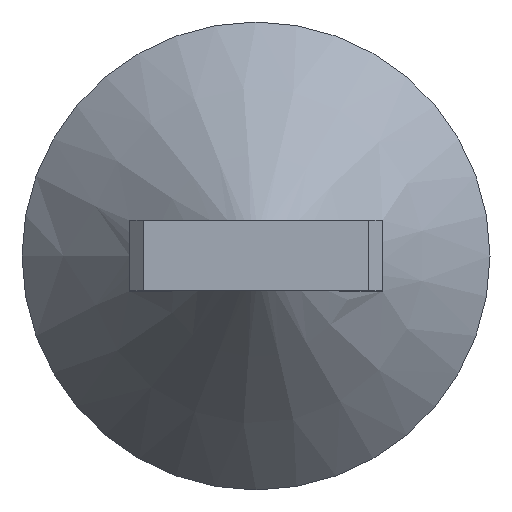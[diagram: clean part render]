
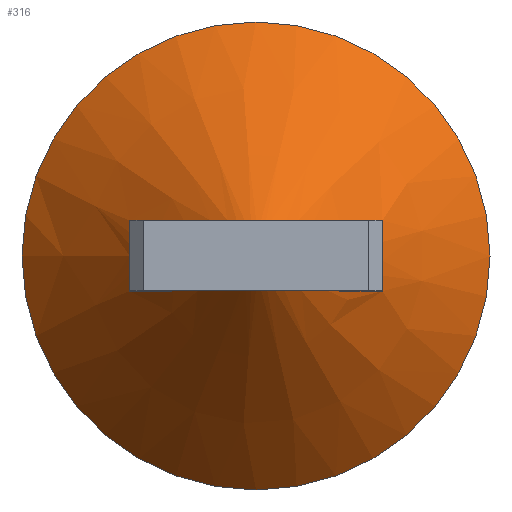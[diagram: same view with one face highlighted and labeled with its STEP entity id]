
A CAD part, top view. The second image highlights one B-rep face of the part: STEP entity #316.
In plain terms, the highlighted conical face has half-angle 42.316 degrees and reference radius 18.25 mm.
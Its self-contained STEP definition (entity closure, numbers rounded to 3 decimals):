
#17=(
BOUNDED_CURVE()
B_SPLINE_CURVE(2,(#481,#482,#483),.UNSPECIFIED.,.F.,.F.)
B_SPLINE_CURVE_WITH_KNOTS((3,3),(0.529,8.578),
 .UNSPECIFIED.)
CURVE()
GEOMETRIC_REPRESENTATION_ITEM()
RATIONAL_B_SPLINE_CURVE((1.616,6.017,1.616))
REPRESENTATION_ITEM('')
);
#18=(
BOUNDED_CURVE()
B_SPLINE_CURVE(2,(#514,#515,#516),.UNSPECIFIED.,.F.,.F.)
B_SPLINE_CURVE_WITH_KNOTS((3,3),(3.286,4.11),
 .UNSPECIFIED.)
CURVE()
GEOMETRIC_REPRESENTATION_ITEM()
RATIONAL_B_SPLINE_CURVE((1.425,1.425,1.398))
REPRESENTATION_ITEM('')
);
#19=(
BOUNDED_CURVE()
B_SPLINE_CURVE(2,(#518,#519,#520),.UNSPECIFIED.,.F.,.F.)
B_SPLINE_CURVE_WITH_KNOTS((3,3),(2.463,3.286),
 .UNSPECIFIED.)
CURVE()
GEOMETRIC_REPRESENTATION_ITEM()
RATIONAL_B_SPLINE_CURVE((1.398,1.425,1.425))
REPRESENTATION_ITEM('')
);
#20=(
BOUNDED_CURVE()
B_SPLINE_CURVE(2,(#524,#525,#526),.UNSPECIFIED.,.F.,.F.)
B_SPLINE_CURVE_WITH_KNOTS((3,3),(0.529,8.578),
 .UNSPECIFIED.)
CURVE()
GEOMETRIC_REPRESENTATION_ITEM()
RATIONAL_B_SPLINE_CURVE((1.616,6.017,1.616))
REPRESENTATION_ITEM('')
);
#21=(
BOUNDED_CURVE()
B_SPLINE_CURVE(2,(#529,#530,#531),.UNSPECIFIED.,.F.,.F.)
B_SPLINE_CURVE_WITH_KNOTS((3,3),(2.463,4.11),
 .UNSPECIFIED.)
CURVE()
GEOMETRIC_REPRESENTATION_ITEM()
RATIONAL_B_SPLINE_CURVE((1.398,1.452,1.398))
REPRESENTATION_ITEM('')
);
#55=FACE_OUTER_BOUND('',#75,.T.);
#75=EDGE_LOOP('',(#289,#290,#291,#292,#293,#294,#295,#296));
#105=LINE('',#536,#135);
#135=VECTOR('',#437,18.25);
#142=CIRCLE('',#354,33.5);
#159=VERTEX_POINT('',#478);
#160=VERTEX_POINT('',#480);
#167=VERTEX_POINT('',#513);
#168=VERTEX_POINT('',#517);
#169=VERTEX_POINT('',#523);
#170=VERTEX_POINT('',#533);
#190=EDGE_CURVE('',#160,#159,#17,.T.);
#205=EDGE_CURVE('',#167,#160,#18,.T.);
#206=EDGE_CURVE('',#168,#167,#19,.T.);
#208=EDGE_CURVE('',#169,#168,#20,.T.);
#210=EDGE_CURVE('',#159,#169,#21,.T.);
#211=EDGE_CURVE('',#170,#170,#142,.T.);
#212=EDGE_CURVE('',#167,#170,#105,.T.);
#289=ORIENTED_EDGE('',*,*,#208,.T.);
#290=ORIENTED_EDGE('',*,*,#206,.T.);
#291=ORIENTED_EDGE('',*,*,#212,.T.);
#292=ORIENTED_EDGE('',*,*,#211,.T.);
#293=ORIENTED_EDGE('',*,*,#212,.F.);
#294=ORIENTED_EDGE('',*,*,#205,.T.);
#295=ORIENTED_EDGE('',*,*,#190,.T.);
#296=ORIENTED_EDGE('',*,*,#210,.T.);
#298=CONICAL_SURFACE('',#355,18.25,0.739);
#316=ADVANCED_FACE('',(#55),#298,.T.);
#354=AXIS2_PLACEMENT_3D('',#534,#433,#434);
#355=AXIS2_PLACEMENT_3D('',#535,#435,#436);
#433=DIRECTION('center_axis',(0.,0.,1.));
#434=DIRECTION('ref_axis',(1.,0.,0.));
#435=DIRECTION('center_axis',(0.,0.,-1.));
#436=DIRECTION('ref_axis',(1.,0.,0.));
#437=DIRECTION('',(-0.673,0.,-0.739));
#478=CARTESIAN_POINT('',(18.109,5.05,12.146));
#480=CARTESIAN_POINT('',(-18.109,5.05,12.146));
#481=CARTESIAN_POINT('Ctrl Pts',(-18.109,5.05,12.146));
#482=CARTESIAN_POINT('Ctrl Pts',(0.,5.05,31.305));
#483=CARTESIAN_POINT('Ctrl Pts',(18.109,5.05,12.146));
#513=CARTESIAN_POINT('',(-18.109,0.,12.904));
#514=CARTESIAN_POINT('Ctrl Pts',(-18.109,0.,
12.904));
#515=CARTESIAN_POINT('Ctrl Pts',(-18.109,2.478,12.904));
#516=CARTESIAN_POINT('Ctrl Pts',(-18.109,5.05,12.146));
#517=CARTESIAN_POINT('',(-18.109,-5.05,12.146));
#518=CARTESIAN_POINT('Ctrl Pts',(-18.109,-5.05,12.146));
#519=CARTESIAN_POINT('Ctrl Pts',(-18.109,-2.478,12.904));
#520=CARTESIAN_POINT('Ctrl Pts',(-18.109,0.,
12.904));
#523=CARTESIAN_POINT('',(18.109,-5.05,12.146));
#524=CARTESIAN_POINT('Ctrl Pts',(18.109,-5.05,12.146));
#525=CARTESIAN_POINT('Ctrl Pts',(0.,-5.05,31.305));
#526=CARTESIAN_POINT('Ctrl Pts',(-18.109,-5.05,12.146));
#529=CARTESIAN_POINT('Ctrl Pts',(18.109,5.05,12.146));
#530=CARTESIAN_POINT('Ctrl Pts',(18.109,0.,
13.635));
#531=CARTESIAN_POINT('Ctrl Pts',(18.109,-5.05,12.146));
#533=CARTESIAN_POINT('',(-33.5,0.,-4.));
#534=CARTESIAN_POINT('Origin',(0.,0.,-4.));
#535=CARTESIAN_POINT('Origin',(0.,0.,12.75));
#536=CARTESIAN_POINT('',(-18.25,0.,12.75));
